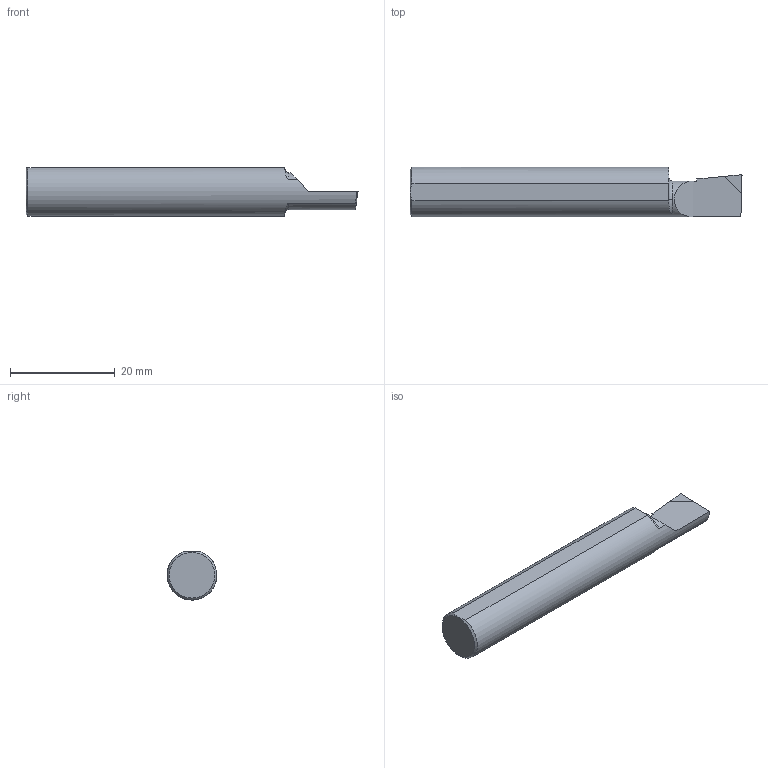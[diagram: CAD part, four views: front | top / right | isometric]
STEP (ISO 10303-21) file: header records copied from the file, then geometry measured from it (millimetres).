
FILE_DESCRIPTION (( 'STEP AP203' ), '1' );
FILE_NAME ('226472-CBN-B320500.STEP', '2024-04-30T17:10:53', ( '' ), ( '' ), 'SwSTEP 2.0', 'SolidWorks 2022', '' );
FILE_SCHEMA (( 'CONFIG_CONTROL_DESIGN' ));
Length unit declared in the file: inch
Products named in the file (3): 226472-CBN-B320500; CBN-B320_B320500; CBN-B320-INSERT_B320 INSERT
Assembly tree (2 placements, depth 2):
  226472-CBN-B320500
    CBN-B320_B320500
    CBN-B320-INSERT_B320 INSERT
Bounding box: 63.5 x 9.52 x 9.21 mm (x, y, z)
Volume: 3829.8 mm3; surface area: 1890.6 mm2
Topology: 2 solids, 2 shells, 30 faces, 75 edges, 49 vertices
Faces by surface type: plane 20, cylinder 5, torus 3, cone 2
Entity records: 1228 total; most frequent: CARTESIAN_POINT 221, ORIENTED_EDGE 150, DIRECTION 149, EDGE_CURVE 75, AXIS2_PLACEMENT_3D 53, VERTEX_POINT 49, VECTOR 43, LINE 43
